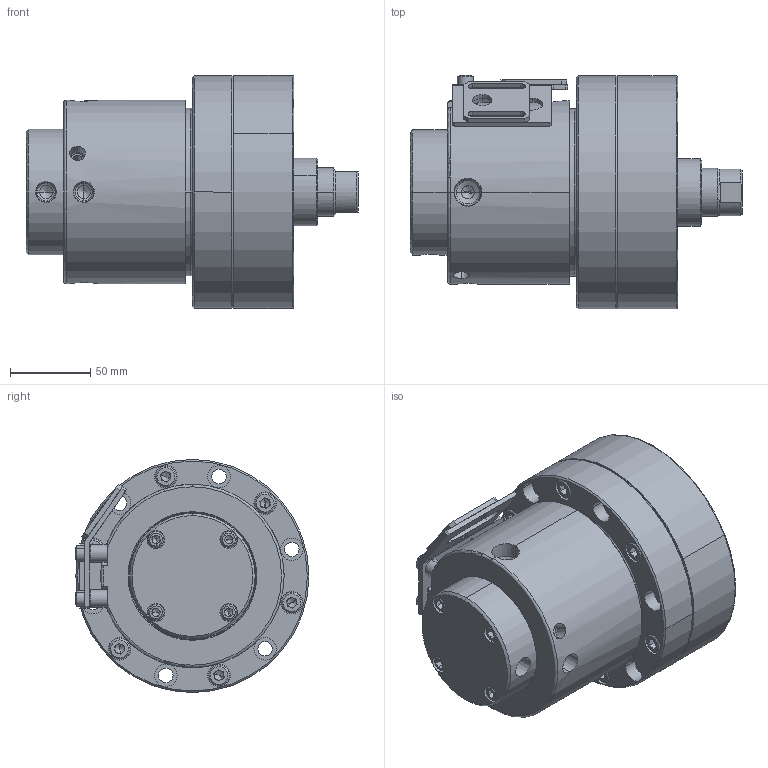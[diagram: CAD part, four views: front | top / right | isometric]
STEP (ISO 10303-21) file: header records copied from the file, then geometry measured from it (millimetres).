
FILE_DESCRIPTION (( 'STEP AP203' ), '1' );
FILE_NAME ('RE-L110.STEP', '2015-01-12T02:19:40', ( 'temp' ), ( '' ), 'SwSTEP 2.0', 'SolidWorks 2011', '' );
FILE_SCHEMA (( 'CONFIG_CONTROL_DESIGN' ));
Length unit declared in the file: millimetre
Products named in the file (16): RE-L110; M6x12半圓頭; M6x25; M6x55; M8x35; RE-L110活塞; RE-110缸體; RE-L110閥軸; RE-110檢出導銷; RE-110檢出環; RE-110檢出開關座支柱; RE-110檢出定位板; RE-110檢出開關座; RE-L110閥蓋; RE-L110給水閥體; RE-110閥體
Assembly tree (28 placements, depth 2):
  RE-L110
    RE-110檢出導銷  x2
    RE-110缸體
    M8x35  x6
    M6x12半圓頭  x2
    RE-110閥體
    M6x55  x4
    RE-110檢出開關座支柱  x2
    RE-110檢出定位板  x2
    M6x25  x2
    RE-L110給水閥體
    RE-L110活塞
    RE-L110閥蓋
    RE-L110閥軸
    RE-110檢出環
    RE-110檢出開關座
Bounding box: 206.5 x 145.5 x 145 mm (x, y, z)
Volume: 1518340.1 mm3; surface area: 341207.2 mm2
Topology: 28 solids, 28 shells, 1047 faces, 2421 edges, 1458 vertices
Faces by surface type: cylinder 379, plane 370, cone 272, torus 26
Entity records: 23894 total; most frequent: CARTESIAN_POINT 4597, DIRECTION 3956, ORIENTED_EDGE 3314, EDGE_CURVE 1657, AXIS2_PLACEMENT_3D 1609, VERTEX_POINT 1033, EDGE_LOOP 906, CIRCLE 851
